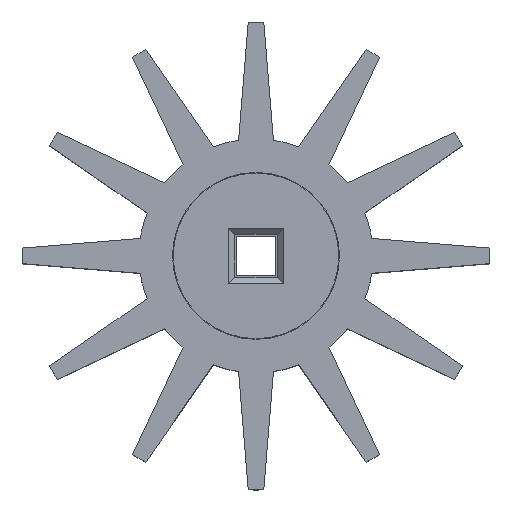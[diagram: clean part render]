
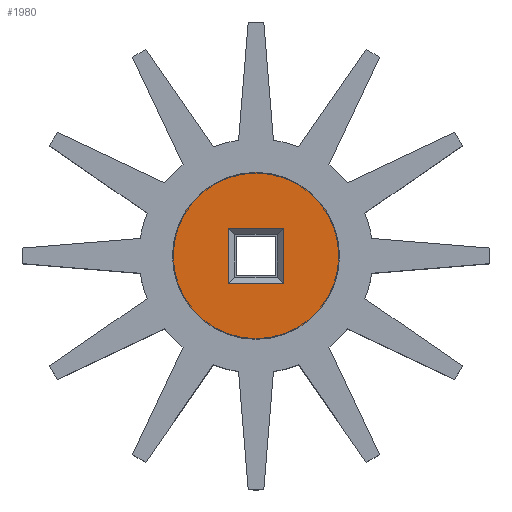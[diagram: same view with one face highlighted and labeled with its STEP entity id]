
A CAD part, top view. The second image highlights one B-rep face of the part: STEP entity #1980.
In plain terms, the highlighted planar face has unit normal (0, 0, 1).
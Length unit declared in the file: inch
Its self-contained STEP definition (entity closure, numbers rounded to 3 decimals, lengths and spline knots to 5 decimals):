
#31=FACE_BOUND('',#287,.T.);
#74=PLANE('',#2173);
#175=FACE_OUTER_BOUND('',#286,.T.);
#286=EDGE_LOOP('',(#1682,#1683));
#287=EDGE_LOOP('',(#1684,#1685,#1686,#1687));
#451=LINE('',#3183,#659);
#454=LINE('',#3189,#662);
#455=LINE('',#3192,#663);
#461=LINE('',#3207,#669);
#659=VECTOR('',#2603,0.17717);
#662=VECTOR('',#2608,0.17717);
#663=VECTOR('',#2611,0.17717);
#669=VECTOR('',#2625,0.17717);
#814=CIRCLE('',#2174,0.26772);
#815=CIRCLE('',#2175,0.26772);
#951=VERTEX_POINT('',#3177);
#953=VERTEX_POINT('',#3181);
#955=VERTEX_POINT('',#3187);
#956=VERTEX_POINT('',#3191);
#960=VERTEX_POINT('',#3203);
#961=VERTEX_POINT('',#3204);
#1203=EDGE_CURVE('',#953,#951,#451,.T.);
#1206=EDGE_CURVE('',#955,#953,#454,.T.);
#1207=EDGE_CURVE('',#951,#956,#455,.T.);
#1213=EDGE_CURVE('',#960,#961,#814,.T.);
#1214=EDGE_CURVE('',#961,#960,#815,.T.);
#1215=EDGE_CURVE('',#956,#955,#461,.T.);
#1682=ORIENTED_EDGE('',*,*,#1213,.F.);
#1683=ORIENTED_EDGE('',*,*,#1214,.F.);
#1684=ORIENTED_EDGE('',*,*,#1207,.F.);
#1685=ORIENTED_EDGE('',*,*,#1203,.F.);
#1686=ORIENTED_EDGE('',*,*,#1206,.F.);
#1687=ORIENTED_EDGE('',*,*,#1215,.F.);
#1980=ADVANCED_FACE('',(#175,#31),#74,.F.);
#2173=AXIS2_PLACEMENT_3D('',#3202,#2619,#2620);
#2174=AXIS2_PLACEMENT_3D('',#3205,#2621,#2622);
#2175=AXIS2_PLACEMENT_3D('',#3206,#2623,#2624);
#2603=DIRECTION('',(0.,-1.,0.));
#2608=DIRECTION('',(-1.,0.,0.));
#2611=DIRECTION('',(1.,0.,0.));
#2619=DIRECTION('center_axis',(0.,0.,-1.));
#2620=DIRECTION('ref_axis',(-1.,0.,0.));
#2621=DIRECTION('center_axis',(0.,0.,-1.));
#2622=DIRECTION('ref_axis',(0.,-1.,0.));
#2623=DIRECTION('center_axis',(0.,0.,-1.));
#2624=DIRECTION('ref_axis',(0.,-1.,0.));
#2625=DIRECTION('',(0.,1.,0.));
#3177=CARTESIAN_POINT('',(-0.08858,-0.08858,0.25));
#3181=CARTESIAN_POINT('',(-0.08858,0.08858,0.25));
#3183=CARTESIAN_POINT('',(-0.08858,0.08858,0.25));
#3187=CARTESIAN_POINT('',(0.08858,0.08858,0.25));
#3189=CARTESIAN_POINT('',(0.08858,0.08858,0.25));
#3191=CARTESIAN_POINT('',(0.08858,-0.08858,0.25));
#3192=CARTESIAN_POINT('',(-0.08858,-0.08858,0.25));
#3202=CARTESIAN_POINT('Origin',(0.,0.,0.25));
#3203=CARTESIAN_POINT('',(0.,-0.26772,0.25));
#3204=CARTESIAN_POINT('',(0.,0.26772,0.25));
#3205=CARTESIAN_POINT('Origin',(0.,0.,0.25));
#3206=CARTESIAN_POINT('Origin',(0.,0.,0.25));
#3207=CARTESIAN_POINT('',(0.08858,-0.08858,0.25));
